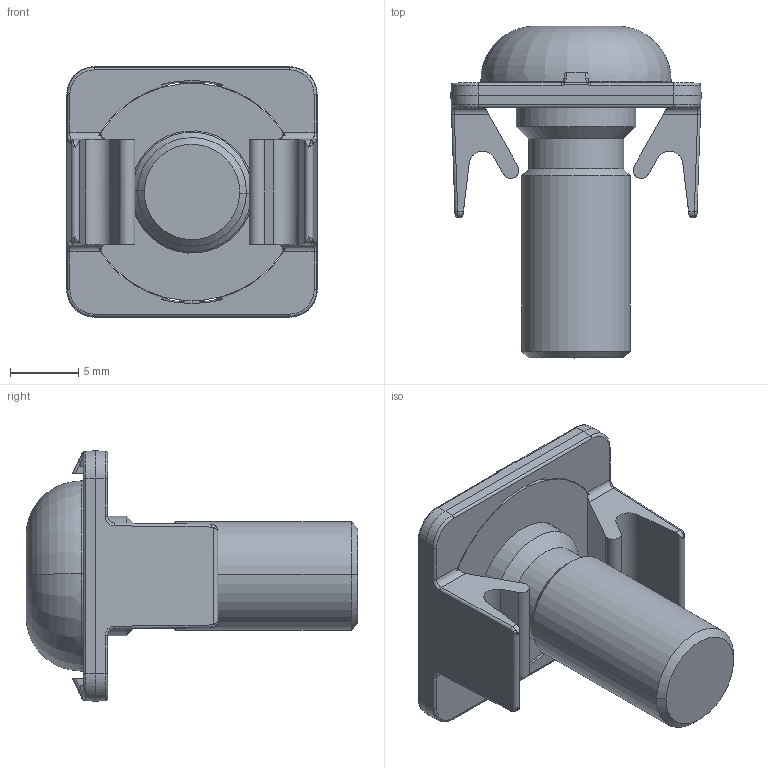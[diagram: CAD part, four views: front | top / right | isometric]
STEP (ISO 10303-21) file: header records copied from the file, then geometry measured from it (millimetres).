
FILE_DESCRIPTION (( 'STEP AP203' ), '1' );
FILE_NAME ('099F0840KM08.STEP', '2019-08-27T09:50:32', ( '' ), ( '' ), 'SwSTEP 2.0', 'SolidWorks 2019', '' );
FILE_SCHEMA (( 'CONFIG_CONTROL_DESIGN' ));
Length unit declared in the file: millimetre
Products named in the file (4): 092144; 4din125am8m_4DIN126AM08MS01; 4iso7380m0820ms03_Standard; 099F0840KM08
Assembly tree (3 placements, depth 2):
  099F0840KM08
    092144
    4din125am8m_4DIN126AM08MS01
    4iso7380m0820ms03_Standard
Bounding box: 18.4 x 24.4 x 18.4 mm (x, y, z)
Volume: 2207.3 mm3; surface area: 2261.1 mm2
Topology: 3 solids, 3 shells, 168 faces, 406 edges, 240 vertices
Faces by surface type: cylinder 62, plane 54, bspline 36, cone 10, sphere 4, torus 2
Entity records: 5844 total; most frequent: CARTESIAN_POINT 1962, ORIENTED_EDGE 804, DIRECTION 646, EDGE_CURVE 402, VERTEX_POINT 240, AXIS2_PLACEMENT_3D 232, LINE 182, VECTOR 182
